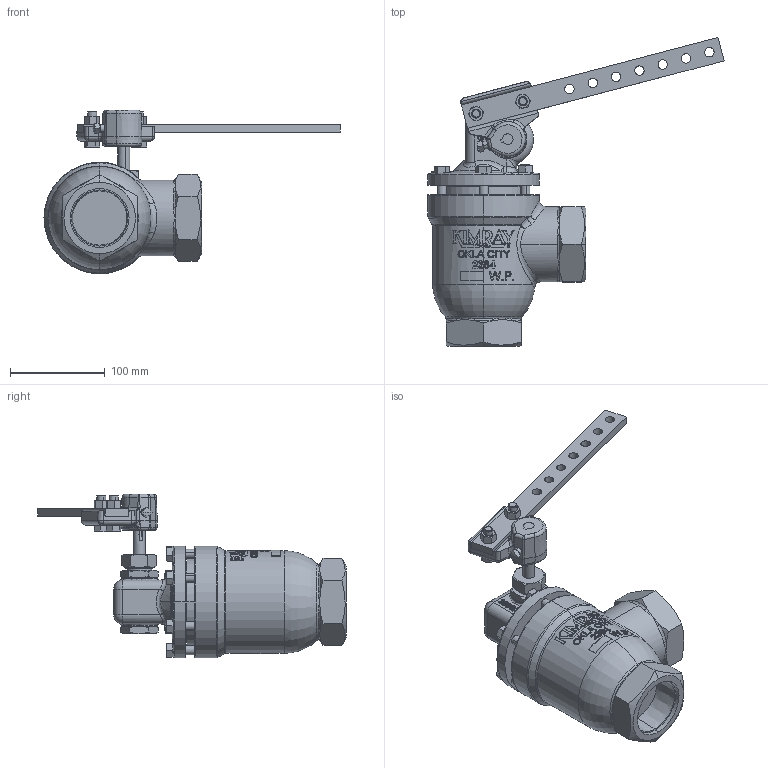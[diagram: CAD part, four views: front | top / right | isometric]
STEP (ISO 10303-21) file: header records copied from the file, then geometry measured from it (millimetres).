
FILE_DESCRIPTION (( 'STEP AP203' ), '1' );
FILE_NAME ('2 INCH 250 SOA PBT-D (CAZ).STEP', '2016-06-23T18:43:32', ( 'PCTech' ), ( 'Microsoft' ), 'SwSTEP 2.0', 'SolidWorks 2016', '' );
FILE_SCHEMA (( 'CONFIG_CONTROL_DESIGN' ));
Length unit declared in the file: inch
Products named in the file (1): 2 INCH 250 SOA PBT-D (CAZ)
Bounding box: 311.96 x 325.21 x 172.23 mm (x, y, z)
Volume: 1993213 mm3; surface area: 173084.4 mm2
Topology: 1 solids, 1 shells, 1343 faces, 3483 edges, 2192 vertices
Faces by surface type: plane 566, bspline 379, cone 182, cylinder 152, torus 54, sphere 10
Entity records: 74365 total; most frequent: CARTESIAN_POINT 44885, ORIENTED_EDGE 6890, DIRECTION 4792, EDGE_CURVE 3445, VERTEX_POINT 2192, AXIS2_PLACEMENT_3D 1682, EDGE_LOOP 1461, LINE 1428
